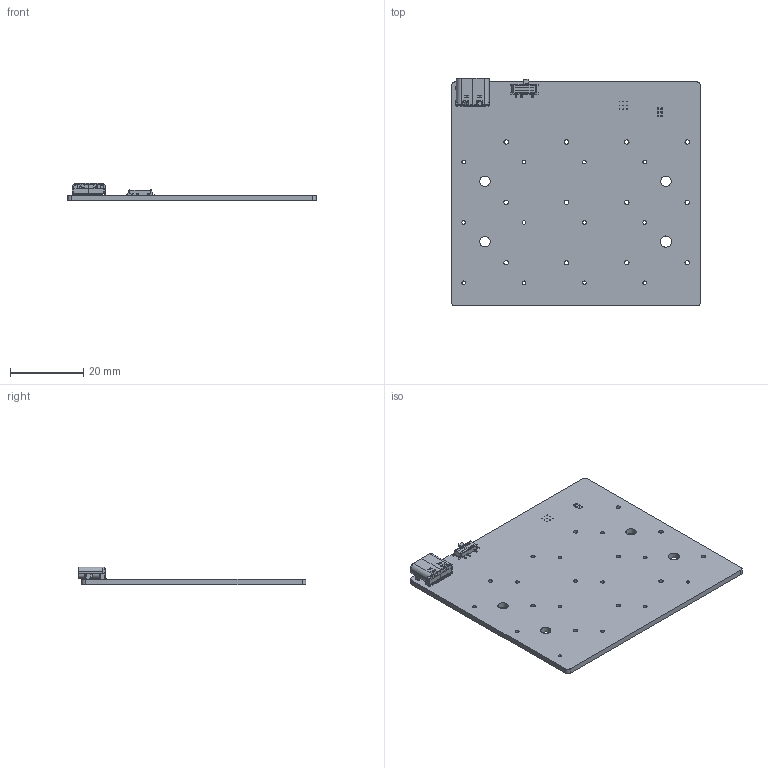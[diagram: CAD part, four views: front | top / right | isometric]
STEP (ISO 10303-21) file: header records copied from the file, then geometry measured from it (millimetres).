
FILE_DESCRIPTION(('KiCad electronic assembly'),'2;1');
FILE_NAME('pipar_chip.step','2025-08-04T09:56:09',('Pcbnew'),('Kicad'), 'Open CASCADE STEP processor 7.9','KiCad to STEP converter','Unknown' );
FILE_SCHEMA(('AUTOMOTIVE_DESIGN { 1 0 10303 214 1 1 1 1 }'));
Length unit declared in the file: millimetre
Products named in the file (4): pipar_chip 1; USB_C_Receptacle_GCT_USB4105-xx-A_16P_TopMnt_Horizontal; SW_SPDT_PCM12; pipar_chip_PCB
Assembly tree (3 placements, depth 2):
  pipar_chip 1
    USB_C_Receptacle_GCT_USB4105-xx-A_16P_TopMnt_Horizontal
    SW_SPDT_PCM12
    pipar_chip_PCB
Bounding box: 68 x 62.27 x 4.91 mm (x, y, z)
Volume: 6347.9 mm3; surface area: 9464.3 mm2
Topology: 38 solids, 38 shells, 860 faces, 2165 edges, 1374 vertices
Faces by surface type: plane 640, cylinder 210, cone 10
Full cylindrical faces by diameter (mm): 0.2 x9, 0.5 x8, 0.65 x2, 0.8 x2, 0.9 x2, 1 x12, 1.2 x12, 2.85 x3, 3.1 x1
Entity records: 31516 total; most frequent: CARTESIAN_POINT 4507, ORIENTED_EDGE 4330, DIRECTION 4303, EDGE_CURVE 2165, LINE 1731, VECTOR 1731, VERTEX_POINT 1374, AXIS2_PLACEMENT_3D 1286
